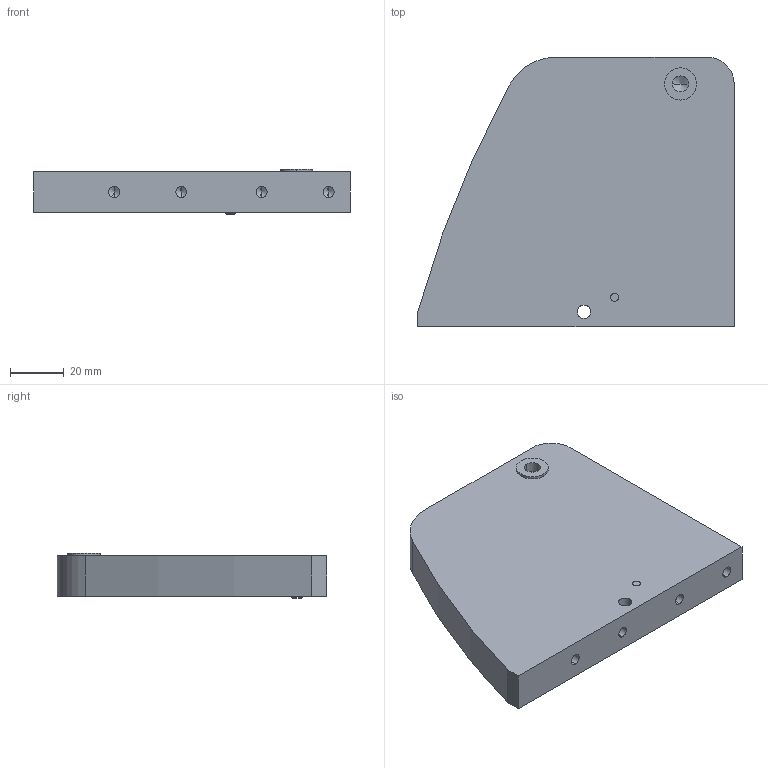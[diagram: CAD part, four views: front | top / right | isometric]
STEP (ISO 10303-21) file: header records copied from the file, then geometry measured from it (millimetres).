
FILE_DESCRIPTION (( 'STEP AP214' ), '1' );
FILE_NAME ('INGUN_106834.STEP', '2021-11-11T08:20:10', ( '' ), ( '' ), 'SwSTEP 2.0', 'SolidWorks 2018', '' );
FILE_SCHEMA (( 'AUTOMOTIVE_DESIGN' ));
Length unit declared in the file: millimetre
Products named in the file (4): 106829~0_S; 31194~0; INGUN_106834; 106761~11_KUNDE<S>
Assembly tree (3 placements, depth 2):
  INGUN_106834
    106761~11_KUNDE<S>
    106829~0_S
    31194~0
Bounding box: 118 x 100.6 x 17 mm (x, y, z)
Volume: 150835.5 mm3; surface area: 28444.9 mm2
Topology: 3 solids, 3 shells, 77 faces, 183 edges, 103 vertices
Faces by surface type: cylinder 33, cone 27, plane 15, torus 2
Entity records: 2424 total; most frequent: DIRECTION 406, CARTESIAN_POINT 361, ORIENTED_EDGE 326, AXIS2_PLACEMENT_3D 164, EDGE_CURVE 163, VERTEX_POINT 103, EDGE_LOOP 92, CIRCLE 81
